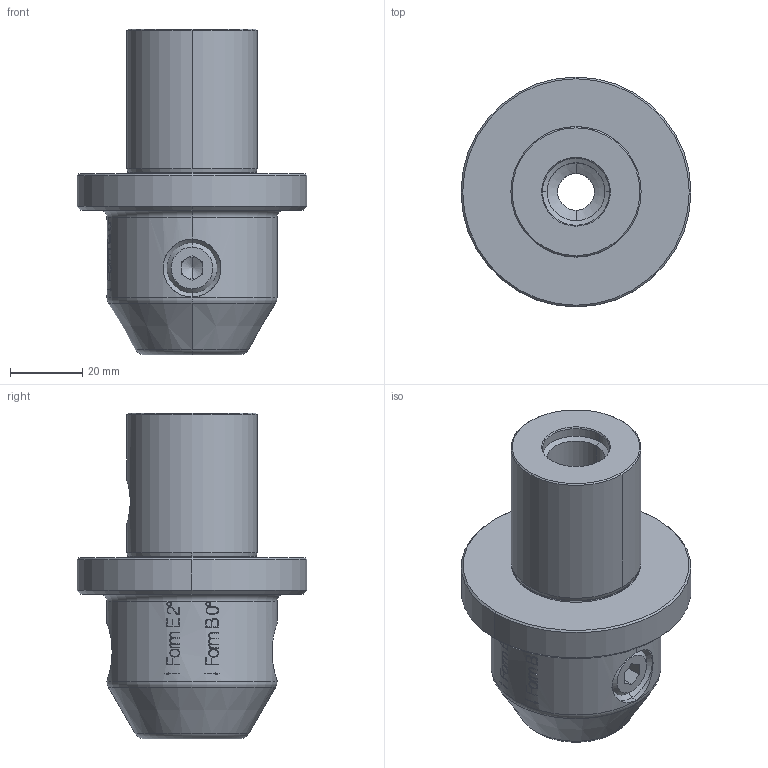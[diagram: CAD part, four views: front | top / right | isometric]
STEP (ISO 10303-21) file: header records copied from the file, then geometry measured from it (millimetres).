
FILE_DESCRIPTION(('no description'),'unknown implementation level');
FILE_NAME('A7BA82A7-96D8-4B80-971C-010CFDD132E5_export.stp',' ',('CIMSOURCE GmbH'),('CADClick - KiM GmbH - www.kimweb.de'),'unknown preprocess','ACIS','unknown authorization');
FILE_SCHEMA(('automotive_design'));
Length unit declared in the file: millimetre
Products named in the file (3): 335.246 Kaiser CKS6 X D18 B+E|335.246 Kaiser CKS6 X D18 B+E_Standard;NONE; 335.246 Kaiser CKS6 X D18 B+E|690.481 Kaiser ETL M14 X 16_Standard;NONE
Bounding box: 63.5 x 63.5 x 90 mm (x, y, z)
Volume: 112672.9 mm3; surface area: 24675.2 mm2
Topology: 3 solids, 3 shells, 329 faces, 839 edges, 532 vertices
Faces by surface type: plane 129, bspline 91, cylinder 51, cone 46, torus 12
Entity records: 23914 total; most frequent: CARTESIAN_POINT 6962, STYLED_ITEM 1695, PRESENTATION_STYLE_ASSIGNMENT 1695, COLOUR_RGB 1695, ORIENTED_EDGE 1662, DIRECTION 1334, EDGE_CURVE 831, CURVE_STYLE 831
